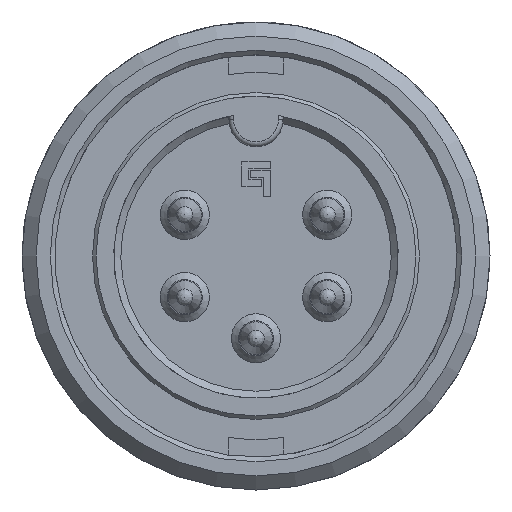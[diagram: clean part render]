
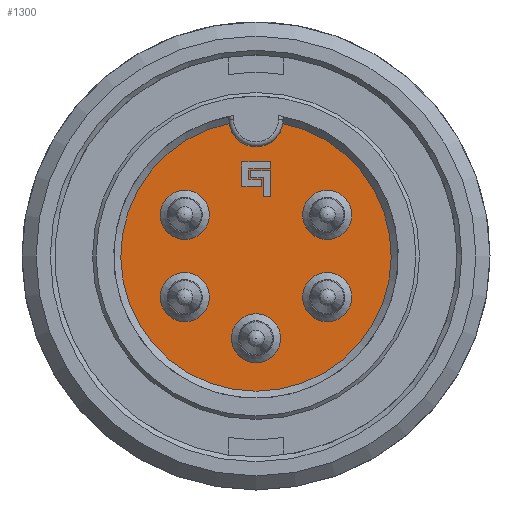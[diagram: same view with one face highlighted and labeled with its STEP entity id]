
A CAD part, left-side view. The second image highlights one B-rep face of the part: STEP entity #1300.
In plain terms, the highlighted planar face has unit normal (-1, 0, 0).
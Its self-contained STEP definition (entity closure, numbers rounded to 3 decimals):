
#372=PLANE('',#7269);
#1300=ADVANCED_FACE('',(#2718,#2719,#2720,#2721,#2722,#2723,#2724,#2725),
#372,.F.);
#1953=LINE('',#11323,#2584);
#1954=LINE('',#11326,#2585);
#1955=LINE('',#11328,#2586);
#1956=LINE('',#11330,#2587);
#1957=LINE('',#11332,#2588);
#1958=LINE('',#11334,#2589);
#1959=LINE('',#11336,#2590);
#1960=LINE('',#11338,#2591);
#1961=LINE('',#11349,#2592);
#1962=LINE('',#11352,#2593);
#1963=LINE('',#11354,#2594);
#1964=LINE('',#11356,#2595);
#1965=LINE('',#11358,#2596);
#1966=LINE('',#11360,#2597);
#2584=VECTOR('',#8545,1.);
#2585=VECTOR('',#8546,1.);
#2586=VECTOR('',#8547,1.);
#2587=VECTOR('',#8548,1.);
#2588=VECTOR('',#8549,1.);
#2589=VECTOR('',#8550,1.);
#2590=VECTOR('',#8551,1.);
#2591=VECTOR('',#8552,1.);
#2592=VECTOR('',#8563,1.);
#2593=VECTOR('',#8564,1.);
#2594=VECTOR('',#8565,1.);
#2595=VECTOR('',#8566,1.);
#2596=VECTOR('',#8567,1.);
#2597=VECTOR('',#8568,1.);
#2718=FACE_BOUND('',#3079,.T.);
#2719=FACE_BOUND('',#3080,.T.);
#2720=FACE_BOUND('',#3081,.T.);
#2721=FACE_BOUND('',#3082,.T.);
#2722=FACE_BOUND('',#3083,.T.);
#2723=FACE_BOUND('',#3084,.T.);
#2724=FACE_BOUND('',#3085,.T.);
#2725=FACE_BOUND('',#3086,.T.);
#3079=EDGE_LOOP('',(#4790));
#3080=EDGE_LOOP('',(#4791));
#3081=EDGE_LOOP('',(#4792,#4793,#4794,#4795,#4796,#4797,#4798,#4799));
#3082=EDGE_LOOP('',(#4800,#4801));
#3083=EDGE_LOOP('',(#4802));
#3084=EDGE_LOOP('',(#4803));
#3085=EDGE_LOOP('',(#4804));
#3086=EDGE_LOOP('',(#4805,#4806,#4807,#4808,#4809,#4810));
#4790=ORIENTED_EDGE('',*,*,#6664,.T.);
#4791=ORIENTED_EDGE('',*,*,#6665,.T.);
#4792=ORIENTED_EDGE('',*,*,#6666,.T.);
#4793=ORIENTED_EDGE('',*,*,#6667,.T.);
#4794=ORIENTED_EDGE('',*,*,#6668,.T.);
#4795=ORIENTED_EDGE('',*,*,#6669,.T.);
#4796=ORIENTED_EDGE('',*,*,#6670,.T.);
#4797=ORIENTED_EDGE('',*,*,#6671,.T.);
#4798=ORIENTED_EDGE('',*,*,#6672,.T.);
#4799=ORIENTED_EDGE('',*,*,#6673,.T.);
#4800=ORIENTED_EDGE('',*,*,#6674,.T.);
#4801=ORIENTED_EDGE('',*,*,#6675,.T.);
#4802=ORIENTED_EDGE('',*,*,#6676,.F.);
#4803=ORIENTED_EDGE('',*,*,#6677,.F.);
#4804=ORIENTED_EDGE('',*,*,#6678,.F.);
#4805=ORIENTED_EDGE('',*,*,#6679,.F.);
#4806=ORIENTED_EDGE('',*,*,#6680,.F.);
#4807=ORIENTED_EDGE('',*,*,#6681,.F.);
#4808=ORIENTED_EDGE('',*,*,#6682,.F.);
#4809=ORIENTED_EDGE('',*,*,#6683,.F.);
#4810=ORIENTED_EDGE('',*,*,#6684,.F.);
#5736=VERTEX_POINT('',#11320);
#5737=VERTEX_POINT('',#11322);
#5738=VERTEX_POINT('',#11324);
#5739=VERTEX_POINT('',#11325);
#5740=VERTEX_POINT('',#11327);
#5741=VERTEX_POINT('',#11329);
#5742=VERTEX_POINT('',#11331);
#5743=VERTEX_POINT('',#11333);
#5744=VERTEX_POINT('',#11335);
#5745=VERTEX_POINT('',#11337);
#5746=VERTEX_POINT('',#11340);
#5747=VERTEX_POINT('',#11341);
#5748=VERTEX_POINT('',#11344);
#5749=VERTEX_POINT('',#11346);
#5750=VERTEX_POINT('',#11348);
#5751=VERTEX_POINT('',#11350);
#5752=VERTEX_POINT('',#11351);
#5753=VERTEX_POINT('',#11353);
#5754=VERTEX_POINT('',#11355);
#5755=VERTEX_POINT('',#11357);
#5756=VERTEX_POINT('',#11359);
#6664=EDGE_CURVE('',#5736,#5736,#6895,.T.);
#6665=EDGE_CURVE('',#5737,#5737,#6896,.T.);
#6666=EDGE_CURVE('',#5738,#5739,#1953,.T.);
#6667=EDGE_CURVE('',#5739,#5740,#1954,.T.);
#6668=EDGE_CURVE('',#5740,#5741,#1955,.T.);
#6669=EDGE_CURVE('',#5741,#5742,#1956,.T.);
#6670=EDGE_CURVE('',#5742,#5743,#1957,.T.);
#6671=EDGE_CURVE('',#5743,#5744,#1958,.T.);
#6672=EDGE_CURVE('',#5744,#5745,#1959,.T.);
#6673=EDGE_CURVE('',#5745,#5738,#1960,.T.);
#6674=EDGE_CURVE('',#5746,#5747,#6897,.T.);
#6675=EDGE_CURVE('',#5747,#5746,#6898,.T.);
#6676=EDGE_CURVE('',#5748,#5748,#6899,.T.);
#6677=EDGE_CURVE('',#5749,#5749,#6900,.T.);
#6678=EDGE_CURVE('',#5750,#5750,#6901,.T.);
#6679=EDGE_CURVE('',#5751,#5752,#1961,.T.);
#6680=EDGE_CURVE('',#5753,#5751,#1962,.T.);
#6681=EDGE_CURVE('',#5754,#5753,#1963,.T.);
#6682=EDGE_CURVE('',#5755,#5754,#1964,.T.);
#6683=EDGE_CURVE('',#5756,#5755,#1965,.T.);
#6684=EDGE_CURVE('',#5752,#5756,#1966,.T.);
#6895=CIRCLE('',#7262,1.045);
#6896=CIRCLE('',#7263,1.045);
#6897=CIRCLE('',#7264,1.15);
#6898=CIRCLE('',#7265,5.75);
#6899=CIRCLE('',#7266,1.045);
#6900=CIRCLE('',#7267,1.045);
#6901=CIRCLE('',#7268,1.045);
#7262=AXIS2_PLACEMENT_3D('',#11319,#8541,#8542);
#7263=AXIS2_PLACEMENT_3D('',#11321,#8543,#8544);
#7264=AXIS2_PLACEMENT_3D('',#11339,#8553,#8554);
#7265=AXIS2_PLACEMENT_3D('',#11342,#8555,#8556);
#7266=AXIS2_PLACEMENT_3D('',#11343,#8557,#8558);
#7267=AXIS2_PLACEMENT_3D('',#11345,#8559,#8560);
#7268=AXIS2_PLACEMENT_3D('',#11347,#8561,#8562);
#7269=AXIS2_PLACEMENT_3D('',#11361,#8569,#8570);
#8541=DIRECTION('',(1.,0.,0.));
#8542=DIRECTION('',(0.,0.,1.));
#8543=DIRECTION('',(1.,0.,0.));
#8544=DIRECTION('',(0.,0.,1.));
#8545=DIRECTION('',(0.,0.,-1.));
#8546=DIRECTION('',(0.,-1.,0.));
#8547=DIRECTION('',(0.,0.,-1.));
#8548=DIRECTION('',(0.,1.,0.));
#8549=DIRECTION('',(0.,0.,1.));
#8550=DIRECTION('',(0.,-1.,0.));
#8551=DIRECTION('',(0.,0.,-1.));
#8552=DIRECTION('',(0.,1.,0.));
#8553=DIRECTION('',(1.,0.,0.));
#8554=DIRECTION('',(0.,-1.,0.));
#8555=DIRECTION('',(-1.,0.,0.));
#8556=DIRECTION('',(0.,0.,-1.));
#8557=DIRECTION('',(-1.,0.,0.));
#8558=DIRECTION('',(0.,0.,1.));
#8559=DIRECTION('',(-1.,0.,0.));
#8560=DIRECTION('',(0.,0.,1.));
#8561=DIRECTION('',(-1.,0.,0.));
#8562=DIRECTION('',(0.,0.,1.));
#8563=DIRECTION('',(0.,0.,-1.));
#8564=DIRECTION('',(0.,-1.,0.));
#8565=DIRECTION('',(0.,0.,-1.));
#8566=DIRECTION('',(0.,1.,0.));
#8567=DIRECTION('',(0.,0.,1.));
#8568=DIRECTION('',(0.,-1.,0.));
#8569=DIRECTION('',(1.,0.,0.));
#8570=DIRECTION('',(0.,0.,-1.));
#11319=CARTESIAN_POINT('',(8.7,-3.03,1.75));
#11320=CARTESIAN_POINT('',(8.7,-3.03,2.795));
#11321=CARTESIAN_POINT('',(8.7,-3.03,-1.75));
#11322=CARTESIAN_POINT('',(8.7,-3.03,-0.705));
#11323=CARTESIAN_POINT('',(8.7,0.305,3.7));
#11324=CARTESIAN_POINT('',(8.7,0.305,3.7));
#11325=CARTESIAN_POINT('',(8.7,0.305,3.26));
#11326=CARTESIAN_POINT('',(8.7,0.305,3.26));
#11327=CARTESIAN_POINT('',(8.7,-0.245,3.26));
#11328=CARTESIAN_POINT('',(8.7,-0.245,3.26));
#11329=CARTESIAN_POINT('',(8.7,-0.245,2.96));
#11330=CARTESIAN_POINT('',(8.7,-0.245,2.96));
#11331=CARTESIAN_POINT('',(8.7,0.605,2.96));
#11332=CARTESIAN_POINT('',(8.7,0.605,2.96));
#11333=CARTESIAN_POINT('',(8.7,0.605,4.));
#11334=CARTESIAN_POINT('',(8.7,0.605,4.));
#11335=CARTESIAN_POINT('',(8.7,-0.625,4.));
#11336=CARTESIAN_POINT('',(8.7,-0.625,4.));
#11337=CARTESIAN_POINT('',(8.7,-0.625,3.7));
#11338=CARTESIAN_POINT('',(8.7,-0.625,3.7));
#11339=CARTESIAN_POINT('',(8.7,0.,5.8));
#11340=CARTESIAN_POINT('',(8.7,-1.138,5.636));
#11341=CARTESIAN_POINT('',(8.7,1.138,5.636));
#11342=CARTESIAN_POINT('',(8.7,0.,0.));
#11343=CARTESIAN_POINT('',(8.7,3.03,-1.75));
#11344=CARTESIAN_POINT('',(8.7,3.03,-0.705));
#11345=CARTESIAN_POINT('',(8.7,3.03,1.75));
#11346=CARTESIAN_POINT('',(8.7,3.03,2.795));
#11347=CARTESIAN_POINT('',(8.7,0.,-3.5));
#11348=CARTESIAN_POINT('',(8.7,0.,-2.455));
#11349=CARTESIAN_POINT('',(8.7,-0.315,3.33));
#11350=CARTESIAN_POINT('',(8.7,-0.315,3.33));
#11351=CARTESIAN_POINT('',(8.7,-0.315,2.51));
#11352=CARTESIAN_POINT('',(8.7,0.235,3.33));
#11353=CARTESIAN_POINT('',(8.7,0.235,3.33));
#11354=CARTESIAN_POINT('',(8.7,0.235,3.63));
#11355=CARTESIAN_POINT('',(8.7,0.235,3.63));
#11356=CARTESIAN_POINT('',(8.7,-0.615,3.63));
#11357=CARTESIAN_POINT('',(8.7,-0.615,3.63));
#11358=CARTESIAN_POINT('',(8.7,-0.615,2.51));
#11359=CARTESIAN_POINT('',(8.7,-0.615,2.51));
#11360=CARTESIAN_POINT('',(8.7,-0.315,2.51));
#11361=CARTESIAN_POINT('',(8.7,0.,0.));
